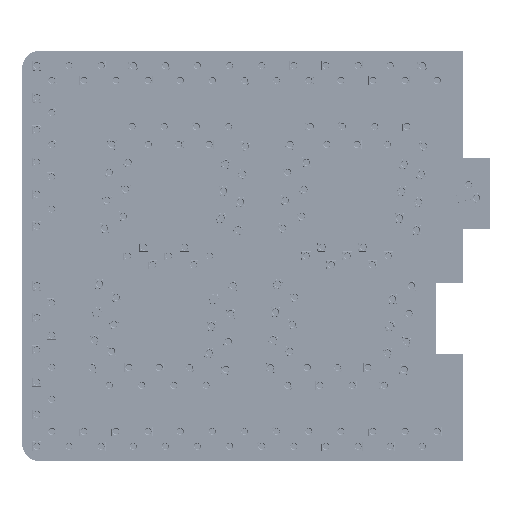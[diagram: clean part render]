
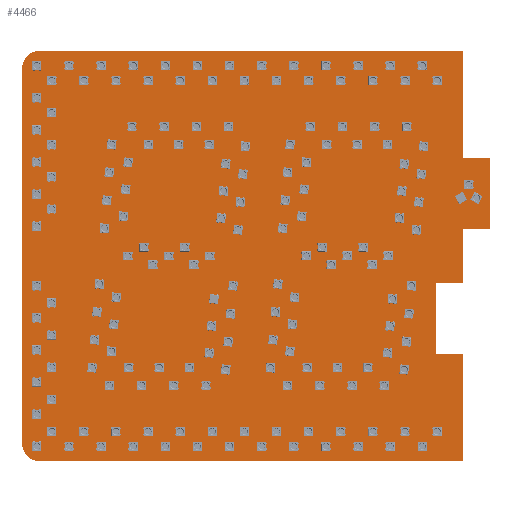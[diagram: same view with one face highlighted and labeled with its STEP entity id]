
A CAD part, top view. The second image highlights one B-rep face of the part: STEP entity #4466.
In plain terms, the highlighted planar face has unit normal (0, 0, 1).
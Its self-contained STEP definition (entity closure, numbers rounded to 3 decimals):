
#3885 = VERTEX_POINT('',#3886);
#3886 = CARTESIAN_POINT('',(273.033,-50.385,1.6));
#3892 = EDGE_CURVE('',#3885,#3893,#3895,.T.);
#3893 = VERTEX_POINT('',#3894);
#3894 = CARTESIAN_POINT('',(273.033,-85.385,1.6));
#3895 = LINE('',#3896,#3897);
#3896 = CARTESIAN_POINT('',(273.033,-50.385,1.6));
#3897 = VECTOR('',#3898,1.);
#3898 = DIRECTION('',(0.,-1.,0.));
#3923 = EDGE_CURVE('',#3893,#3924,#3926,.T.);
#3924 = VERTEX_POINT('',#3925);
#3925 = CARTESIAN_POINT('',(288.033,-85.385,1.6));
#3926 = LINE('',#3927,#3928);
#3927 = CARTESIAN_POINT('',(273.033,-85.385,1.6));
#3928 = VECTOR('',#3929,1.);
#3929 = DIRECTION('',(1.,0.,0.));
#3954 = EDGE_CURVE('',#3924,#3955,#3957,.T.);
#3955 = VERTEX_POINT('',#3956);
#3956 = CARTESIAN_POINT('',(288.033,-125.385,1.6));
#3957 = LINE('',#3958,#3959);
#3958 = CARTESIAN_POINT('',(288.033,-85.385,1.6));
#3959 = VECTOR('',#3960,1.);
#3960 = DIRECTION('',(0.,-1.,0.));
#3985 = EDGE_CURVE('',#3955,#3986,#3988,.T.);
#3986 = VERTEX_POINT('',#3987);
#3987 = CARTESIAN_POINT('',(273.033,-125.385,1.6));
#3988 = LINE('',#3989,#3990);
#3989 = CARTESIAN_POINT('',(288.033,-125.385,1.6));
#3990 = VECTOR('',#3991,1.);
#3991 = DIRECTION('',(-1.,0.,0.));
#4016 = EDGE_CURVE('',#3986,#4017,#4019,.T.);
#4017 = VERTEX_POINT('',#4018);
#4018 = CARTESIAN_POINT('',(273.033,-155.385,1.6));
#4019 = LINE('',#4020,#4021);
#4020 = CARTESIAN_POINT('',(273.033,-125.385,1.6));
#4021 = VECTOR('',#4022,1.);
#4022 = DIRECTION('',(0.,-1.,0.));
#4047 = EDGE_CURVE('',#4017,#4048,#4050,.T.);
#4048 = VERTEX_POINT('',#4049);
#4049 = CARTESIAN_POINT('',(258.033,-155.385,1.6));
#4050 = LINE('',#4051,#4052);
#4051 = CARTESIAN_POINT('',(273.033,-155.385,1.6));
#4052 = VECTOR('',#4053,1.);
#4053 = DIRECTION('',(-1.,0.,0.));
#4078 = EDGE_CURVE('',#4048,#4079,#4081,.T.);
#4079 = VERTEX_POINT('',#4080);
#4080 = CARTESIAN_POINT('',(258.033,-195.385,1.6));
#4081 = LINE('',#4082,#4083);
#4082 = CARTESIAN_POINT('',(258.033,-155.385,1.6));
#4083 = VECTOR('',#4084,1.);
#4084 = DIRECTION('',(0.,-1.,0.));
#4109 = EDGE_CURVE('',#4079,#4110,#4112,.T.);
#4110 = VERTEX_POINT('',#4111);
#4111 = CARTESIAN_POINT('',(273.033,-195.385,1.6));
#4112 = LINE('',#4113,#4114);
#4113 = CARTESIAN_POINT('',(258.033,-195.385,1.6));
#4114 = VECTOR('',#4115,1.);
#4115 = DIRECTION('',(1.,0.,0.));
#4140 = EDGE_CURVE('',#4110,#4141,#4143,.T.);
#4141 = VERTEX_POINT('',#4142);
#4142 = CARTESIAN_POINT('',(273.033,-230.385,1.6));
#4143 = LINE('',#4144,#4145);
#4144 = CARTESIAN_POINT('',(273.033,-195.385,1.6));
#4145 = VECTOR('',#4146,1.);
#4146 = DIRECTION('',(0.,-1.,0.));
#4171 = EDGE_CURVE('',#4141,#4172,#4174,.T.);
#4172 = VERTEX_POINT('',#4173);
#4173 = CARTESIAN_POINT('',(273.033,-255.385,1.6));
#4174 = LINE('',#4175,#4176);
#4175 = CARTESIAN_POINT('',(273.033,-230.385,1.6));
#4176 = VECTOR('',#4177,1.);
#4177 = DIRECTION('',(0.,-1.,0.));
#4202 = EDGE_CURVE('',#4172,#4203,#4205,.T.);
#4203 = VERTEX_POINT('',#4204);
#4204 = CARTESIAN_POINT('',(268.033,-255.385,1.6));
#4205 = LINE('',#4206,#4207);
#4206 = CARTESIAN_POINT('',(273.033,-255.385,1.6));
#4207 = VECTOR('',#4208,1.);
#4208 = DIRECTION('',(-1.,0.,0.));
#4233 = EDGE_CURVE('',#4203,#4234,#4236,.T.);
#4234 = VERTEX_POINT('',#4235);
#4235 = CARTESIAN_POINT('',(35.753,-255.385,1.6));
#4236 = LINE('',#4237,#4238);
#4237 = CARTESIAN_POINT('',(268.033,-255.385,1.6));
#4238 = VECTOR('',#4239,1.);
#4239 = DIRECTION('',(-1.,0.,0.));
#4264 = EDGE_CURVE('',#4234,#4265,#4267,.T.);
#4265 = VERTEX_POINT('',#4266);
#4266 = CARTESIAN_POINT('',(25.753,-245.351,1.6));
#4267 = CIRCLE('',#4268,10.);
#4268 = AXIS2_PLACEMENT_3D('',#4269,#4270,#4271);
#4269 = CARTESIAN_POINT('',(35.753,-245.385,1.6));
#4270 = DIRECTION('',(0.,0.,-1.));
#4271 = DIRECTION('',(0.,-1.,-0.));
#4297 = EDGE_CURVE('',#4265,#4298,#4300,.T.);
#4298 = VERTEX_POINT('',#4299);
#4299 = CARTESIAN_POINT('',(25.753,-35.385,1.6));
#4300 = LINE('',#4301,#4302);
#4301 = CARTESIAN_POINT('',(25.753,-245.351,1.6));
#4302 = VECTOR('',#4303,1.);
#4303 = DIRECTION('',(0.,1.,0.));
#4328 = EDGE_CURVE('',#4298,#4329,#4331,.T.);
#4329 = VERTEX_POINT('',#4330);
#4330 = CARTESIAN_POINT('',(35.753,-25.385,1.6));
#4331 = CIRCLE('',#4332,10.);
#4332 = AXIS2_PLACEMENT_3D('',#4333,#4334,#4335);
#4333 = CARTESIAN_POINT('',(35.753,-35.385,1.6));
#4334 = DIRECTION('',(0.,0.,-1.));
#4335 = DIRECTION('',(-1.,0.,0.));
#4361 = EDGE_CURVE('',#4329,#4362,#4364,.T.);
#4362 = VERTEX_POINT('',#4363);
#4363 = CARTESIAN_POINT('',(268.033,-25.385,1.6));
#4364 = LINE('',#4365,#4366);
#4365 = CARTESIAN_POINT('',(35.753,-25.385,1.6));
#4366 = VECTOR('',#4367,1.);
#4367 = DIRECTION('',(1.,0.,0.));
#4392 = EDGE_CURVE('',#4362,#4393,#4395,.T.);
#4393 = VERTEX_POINT('',#4394);
#4394 = CARTESIAN_POINT('',(273.033,-25.385,1.6));
#4395 = LINE('',#4396,#4397);
#4396 = CARTESIAN_POINT('',(268.033,-25.385,1.6));
#4397 = VECTOR('',#4398,1.);
#4398 = DIRECTION('',(1.,0.,0.));
#4423 = EDGE_CURVE('',#4393,#3885,#4424,.T.);
#4424 = LINE('',#4425,#4426);
#4425 = CARTESIAN_POINT('',(273.033,-25.385,1.6));
#4426 = VECTOR('',#4427,1.);
#4427 = DIRECTION('',(0.,-1.,0.));
#4466 = ADVANCED_FACE('',(#4467),#4487,.T.);
#4467 = FACE_BOUND('',#4468,.F.);
#4468 = EDGE_LOOP('',(#4469,#4470,#4471,#4472,#4473,#4474,#4475,#4476,
    #4477,#4478,#4479,#4480,#4481,#4482,#4483,#4484,#4485,#4486));
#4469 = ORIENTED_EDGE('',*,*,#3892,.T.);
#4470 = ORIENTED_EDGE('',*,*,#3923,.T.);
#4471 = ORIENTED_EDGE('',*,*,#3954,.T.);
#4472 = ORIENTED_EDGE('',*,*,#3985,.T.);
#4473 = ORIENTED_EDGE('',*,*,#4016,.T.);
#4474 = ORIENTED_EDGE('',*,*,#4047,.T.);
#4475 = ORIENTED_EDGE('',*,*,#4078,.T.);
#4476 = ORIENTED_EDGE('',*,*,#4109,.T.);
#4477 = ORIENTED_EDGE('',*,*,#4140,.T.);
#4478 = ORIENTED_EDGE('',*,*,#4171,.T.);
#4479 = ORIENTED_EDGE('',*,*,#4202,.T.);
#4480 = ORIENTED_EDGE('',*,*,#4233,.T.);
#4481 = ORIENTED_EDGE('',*,*,#4264,.T.);
#4482 = ORIENTED_EDGE('',*,*,#4297,.T.);
#4483 = ORIENTED_EDGE('',*,*,#4328,.T.);
#4484 = ORIENTED_EDGE('',*,*,#4361,.T.);
#4485 = ORIENTED_EDGE('',*,*,#4392,.T.);
#4486 = ORIENTED_EDGE('',*,*,#4423,.T.);
#4487 = PLANE('',#4488);
#4488 = AXIS2_PLACEMENT_3D('',#4489,#4490,#4491);
#4489 = CARTESIAN_POINT('',(0.,0.,1.6));
#4490 = DIRECTION('',(0.,0.,1.));
#4491 = DIRECTION('',(1.,0.,-0.));
